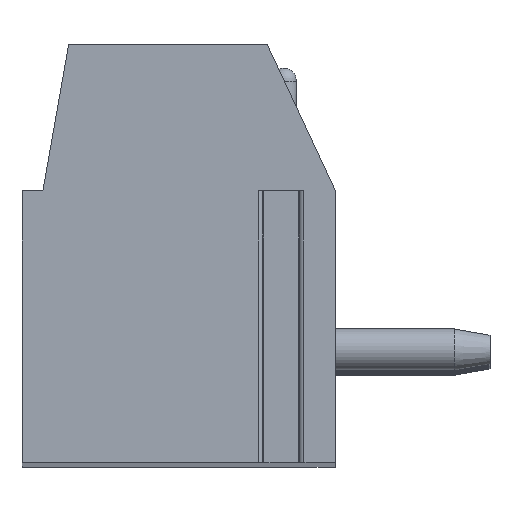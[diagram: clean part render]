
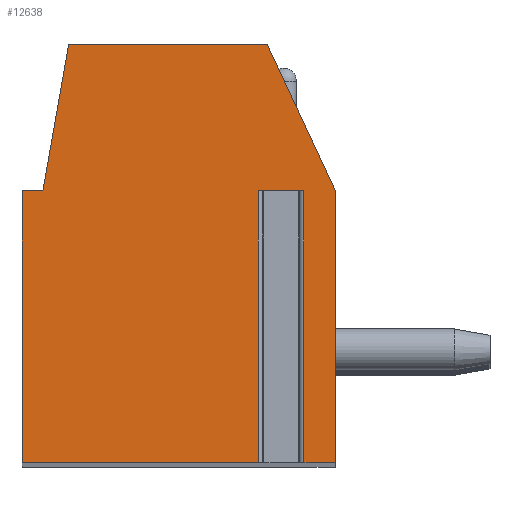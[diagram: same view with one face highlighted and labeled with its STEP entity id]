
A CAD part, top view. The second image highlights one B-rep face of the part: STEP entity #12638.
In plain terms, the highlighted planar face has unit normal (0, 0, 1).
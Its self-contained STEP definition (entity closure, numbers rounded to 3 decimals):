
#13=DIRECTION('',(-1.,0.,0.));
#14=VECTOR('',#13,1.097);
#15=CARTESIAN_POINT('',(2.998,1.5,63.5));
#16=LINE('',#15,#14);
#17=DIRECTION('',(0.,-1.,0.));
#18=VECTOR('',#17,6.5);
#19=CARTESIAN_POINT('',(1.902,1.5,63.5));
#20=LINE('',#19,#18);
#21=DIRECTION('',(1.,0.,0.));
#22=VECTOR('',#21,5.652);
#23=CARTESIAN_POINT('',(-3.75,-5.,63.5));
#24=LINE('',#23,#22);
#25=DIRECTION('',(0.,-1.,0.));
#26=VECTOR('',#25,6.5);
#27=CARTESIAN_POINT('',(-3.75,1.5,63.5));
#28=LINE('',#27,#26);
#29=DIRECTION('',(-1.,0.,0.));
#30=VECTOR('',#29,0.5);
#31=CARTESIAN_POINT('',(-3.25,1.5,63.5));
#32=LINE('',#31,#30);
#33=DIRECTION('',(-0.174,-0.985,0.));
#34=VECTOR('',#33,3.554);
#35=CARTESIAN_POINT('',(-2.633,5.,63.5));
#36=LINE('',#35,#34);
#37=DIRECTION('',(-1.,0.,0.));
#38=VECTOR('',#37,4.751);
#39=CARTESIAN_POINT('',(2.118,5.,63.5));
#40=LINE('',#39,#38);
#41=DIRECTION('',(-0.423,0.906,0.));
#42=VECTOR('',#41,3.862);
#43=CARTESIAN_POINT('',(3.75,1.5,63.5));
#44=LINE('',#43,#42);
#45=DIRECTION('',(0.,1.,0.));
#46=VECTOR('',#45,6.5);
#47=CARTESIAN_POINT('',(3.75,-5.,63.5));
#48=LINE('',#47,#46);
#49=DIRECTION('',(1.,0.,0.));
#50=VECTOR('',#49,0.752);
#51=CARTESIAN_POINT('',(2.998,-5.,63.5));
#52=LINE('',#51,#50);
#53=DIRECTION('',(0.,-1.,0.));
#54=VECTOR('',#53,6.5);
#55=CARTESIAN_POINT('',(2.998,1.5,63.5));
#56=LINE('',#55,#54);
#10027=CARTESIAN_POINT('',(-2.633,5.,63.5));
#10028=CARTESIAN_POINT('',(-3.25,1.5,63.5));
#10029=VERTEX_POINT('',#10027);
#10030=VERTEX_POINT('',#10028);
#10031=CARTESIAN_POINT('',(-3.75,1.5,63.5));
#10032=VERTEX_POINT('',#10031);
#10033=CARTESIAN_POINT('',(-3.75,-5.,63.5));
#10034=VERTEX_POINT('',#10033);
#10035=CARTESIAN_POINT('',(3.75,-5.,63.5));
#10036=CARTESIAN_POINT('',(3.75,1.5,63.5));
#10037=VERTEX_POINT('',#10035);
#10038=VERTEX_POINT('',#10036);
#10039=CARTESIAN_POINT('',(2.118,5.,63.5));
#10040=VERTEX_POINT('',#10039);
#10099=CARTESIAN_POINT('',(2.998,1.5,63.5));
#10100=CARTESIAN_POINT('',(1.902,1.5,63.5));
#10101=VERTEX_POINT('',#10099);
#10102=VERTEX_POINT('',#10100);
#10103=CARTESIAN_POINT('',(1.902,-5.,63.5));
#10104=VERTEX_POINT('',#10103);
#10105=CARTESIAN_POINT('',(2.998,-5.,63.5));
#10106=VERTEX_POINT('',#10105);
#12609=CARTESIAN_POINT('',(0.,0.,63.5));
#12610=DIRECTION('',(0.,0.,1.));
#12611=DIRECTION('',(1.,0.,0.));
#12612=AXIS2_PLACEMENT_3D('',#12609,#12610,#12611);
#12613=PLANE('',#12612);
#12615=ORIENTED_EDGE('',*,*,#12614,.T.);
#12617=ORIENTED_EDGE('',*,*,#12616,.T.);
#12619=ORIENTED_EDGE('',*,*,#12618,.F.);
#12621=ORIENTED_EDGE('',*,*,#12620,.F.);
#12623=ORIENTED_EDGE('',*,*,#12622,.F.);
#12625=ORIENTED_EDGE('',*,*,#12624,.F.);
#12627=ORIENTED_EDGE('',*,*,#12626,.F.);
#12629=ORIENTED_EDGE('',*,*,#12628,.F.);
#12631=ORIENTED_EDGE('',*,*,#12630,.F.);
#12633=ORIENTED_EDGE('',*,*,#12632,.F.);
#12635=ORIENTED_EDGE('',*,*,#12634,.F.);
#12636=EDGE_LOOP('',(#12615,#12617,#12619,#12621,#12623,#12625,#12627,#12629,
#12631,#12633,#12635));
#12637=FACE_OUTER_BOUND('',#12636,.F.);
#12614=EDGE_CURVE('',#10101,#10102,#16,.T.);
#12616=EDGE_CURVE('',#10102,#10104,#20,.T.);
#12618=EDGE_CURVE('',#10034,#10104,#24,.T.);
#12620=EDGE_CURVE('',#10032,#10034,#28,.T.);
#12622=EDGE_CURVE('',#10030,#10032,#32,.T.);
#12624=EDGE_CURVE('',#10029,#10030,#36,.T.);
#12626=EDGE_CURVE('',#10040,#10029,#40,.T.);
#12628=EDGE_CURVE('',#10038,#10040,#44,.T.);
#12630=EDGE_CURVE('',#10037,#10038,#48,.T.);
#12632=EDGE_CURVE('',#10106,#10037,#52,.T.);
#12634=EDGE_CURVE('',#10101,#10106,#56,.T.);
#12638=ADVANCED_FACE('',(#12637),#12613,.T.);
